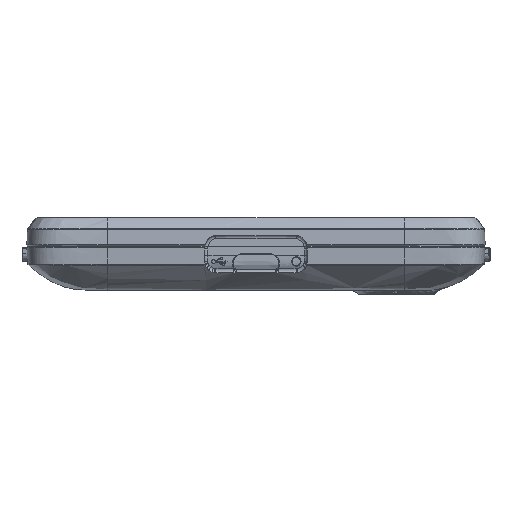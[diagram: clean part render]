
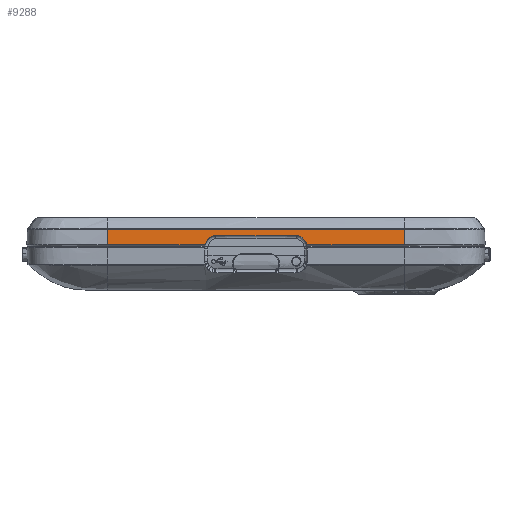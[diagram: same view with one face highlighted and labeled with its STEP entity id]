
A CAD part, front view. The second image highlights one B-rep face of the part: STEP entity #9288.
In plain terms, the highlighted planar face has unit normal (0, -0.999, 0.052).
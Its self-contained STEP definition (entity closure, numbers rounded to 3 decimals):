
#9228=AXIS2_PLACEMENT_3D('Plane Axis2P3D',#9225,#9226,#9227) ;
#7133=CARTESIAN_POINT('Vertex',(24.3,-144.147,-4.303)) ;
#7152=CARTESIAN_POINT('Line Origine',(16.301,-144.147,-4.303)) ;
#7156=CARTESIAN_POINT('Vertex',(8.302,-144.147,-4.303)) ;
#9148=CARTESIAN_POINT('Vertex',(24.3,-144.013,-1.763)) ;
#9152=CARTESIAN_POINT('Control Point',(24.3,-144.013,-1.763)) ;
#9153=CARTESIAN_POINT('Control Point',(24.3,-144.147,-4.303)) ;
#9178=CARTESIAN_POINT('Vertex',(6.55,-144.066,-2.759)) ;
#9201=CARTESIAN_POINT('Control Point',(8.302,-144.147,-4.303)) ;
#9202=CARTESIAN_POINT('Control Point',(8.282,-144.14,-4.182)) ;
#9203=CARTESIAN_POINT('Control Point',(8.247,-144.134,-4.063)) ;
#9204=CARTESIAN_POINT('Control Point',(8.199,-144.128,-3.944)) ;
#9205=CARTESIAN_POINT('Control Point',(8.078,-144.115,-3.709)) ;
#9206=CARTESIAN_POINT('Control Point',(7.917,-144.104,-3.494)) ;
#9207=CARTESIAN_POINT('Control Point',(7.829,-144.099,-3.394)) ;
#9208=CARTESIAN_POINT('Control Point',(7.643,-144.089,-3.21)) ;
#9209=CARTESIAN_POINT('Control Point',(7.435,-144.081,-3.055)) ;
#9210=CARTESIAN_POINT('Control Point',(7.306,-144.077,-2.974)) ;
#9211=CARTESIAN_POINT('Control Point',(7.096,-144.071,-2.866)) ;
#9212=CARTESIAN_POINT('Control Point',(6.875,-144.068,-2.797)) ;
#9213=CARTESIAN_POINT('Control Point',(6.753,-144.066,-2.77)) ;
#9214=CARTESIAN_POINT('Control Point',(6.652,-144.066,-2.759)) ;
#9215=CARTESIAN_POINT('Control Point',(6.55,-144.066,-2.759)) ;
#9225=CARTESIAN_POINT('Axis2P3D Location',(-24.3,-144.147,-4.303)) ;
#9231=CARTESIAN_POINT('Control Point',(-6.55,-144.066,-2.759)) ;
#9232=CARTESIAN_POINT('Control Point',(-6.661,-144.066,-2.759)) ;
#9233=CARTESIAN_POINT('Control Point',(-6.772,-144.066,-2.772)) ;
#9234=CARTESIAN_POINT('Control Point',(-6.88,-144.068,-2.797)) ;
#9235=CARTESIAN_POINT('Control Point',(-7.049,-144.071,-2.852)) ;
#9236=CARTESIAN_POINT('Control Point',(-7.208,-144.074,-2.927)) ;
#9237=CARTESIAN_POINT('Control Point',(-7.266,-144.076,-2.957)) ;
#9238=CARTESIAN_POINT('Control Point',(-7.445,-144.081,-3.06)) ;
#9239=CARTESIAN_POINT('Control Point',(-7.61,-144.088,-3.185)) ;
#9240=CARTESIAN_POINT('Control Point',(-7.719,-144.093,-3.282)) ;
#9241=CARTESIAN_POINT('Control Point',(-7.908,-144.103,-3.477)) ;
#9242=CARTESIAN_POINT('Control Point',(-8.063,-144.115,-3.697)) ;
#9243=CARTESIAN_POINT('Control Point',(-8.13,-144.121,-3.808)) ;
#9244=CARTESIAN_POINT('Control Point',(-8.21,-144.129,-3.972)) ;
#9245=CARTESIAN_POINT('Control Point',(-8.266,-144.138,-4.146)) ;
#9246=CARTESIAN_POINT('Control Point',(-8.28,-144.141,-4.198)) ;
#9247=CARTESIAN_POINT('Control Point',(-8.291,-144.144,-4.25)) ;
#9248=CARTESIAN_POINT('Control Point',(-8.3,-144.147,-4.303)) ;
#9249=CARTESIAN_POINT('Vertex',(-6.55,-144.066,-2.759)) ;
#9251=CARTESIAN_POINT('Vertex',(-8.3,-144.147,-4.303)) ;
#9254=CARTESIAN_POINT('Line Origine',(0.,-144.066,-2.759)) ;
#9259=CARTESIAN_POINT('Line Origine',(0.,-144.013,-1.763)) ;
#9263=CARTESIAN_POINT('Vertex',(-24.3,-144.013,-1.763)) ;
#9266=CARTESIAN_POINT('Line Origine',(-24.3,-144.08,-3.033)) ;
#9270=CARTESIAN_POINT('Vertex',(-24.3,-144.147,-4.303)) ;
#9273=CARTESIAN_POINT('Line Origine',(-16.3,-144.147,-4.303)) ;
#7153=DIRECTION('Vector Direction',(1.,0.,0.)) ;
#9226=DIRECTION('Axis2P3D Direction',(0.,0.999,-0.052)) ;
#9227=DIRECTION('Axis2P3D XDirection',(0.,0.052,0.999)) ;
#9255=DIRECTION('Vector Direction',(-1.,0.,0.)) ;
#9260=DIRECTION('Vector Direction',(-1.,0.,0.)) ;
#9267=DIRECTION('Vector Direction',(0.,-0.052,-0.999)) ;
#9274=DIRECTION('Vector Direction',(1.,0.,0.)) ;
#7154=VECTOR('Line Direction',#7153,1.) ;
#9256=VECTOR('Line Direction',#9255,1.) ;
#9261=VECTOR('Line Direction',#9260,1.) ;
#9268=VECTOR('Line Direction',#9267,1.) ;
#9275=VECTOR('Line Direction',#9274,1.) ;
#9279=ORIENTED_EDGE('',*,*,#9253,.F.) ;
#9280=ORIENTED_EDGE('',*,*,#9258,.F.) ;
#9281=ORIENTED_EDGE('',*,*,#9216,.F.) ;
#9282=ORIENTED_EDGE('',*,*,#7158,.T.) ;
#9283=ORIENTED_EDGE('',*,*,#9154,.F.) ;
#9284=ORIENTED_EDGE('',*,*,#9265,.T.) ;
#9285=ORIENTED_EDGE('',*,*,#9272,.T.) ;
#9286=ORIENTED_EDGE('',*,*,#9277,.T.) ;
#9288=ADVANCED_FACE('PartBody',(#9287),#9229,.F.) ;
#9151=B_SPLINE_CURVE_WITH_KNOTS('',1,(#9152,#9153),.UNSPECIFIED.,.F.,.U.,(2,2),(1.073,3.617),.UNSPECIFIED.) ;
#9200=B_SPLINE_CURVE_WITH_KNOTS('',5,(#9201,#9202,#9203,#9204,#9205,#9206,#9207,#9208,#9209,#9210,#9211,#9212,#9213,#9214,#9215),.UNSPECIFIED.,.F.,.U.,(6,3,3,3,6),(0.,0.94,1.881,2.827,3.613),.UNSPECIFIED.) ;
#9230=B_SPLINE_CURVE_WITH_KNOTS('',5,(#9231,#9232,#9233,#9234,#9235,#9236,#9237,#9238,#9239,#9240,#9241,#9242,#9243,#9244,#9245,#9246,#9247,#9248),.UNSPECIFIED.,.F.,.U.,(6,3,3,3,3,6),(0.,0.785,1.246,2.249,3.157,3.537),.UNSPECIFIED.) ;
#7158=EDGE_CURVE('',#7157,#7134,#7155,.T.) ;
#9154=EDGE_CURVE('',#9149,#7134,#9151,.T.) ;
#9216=EDGE_CURVE('',#7157,#9179,#9200,.T.) ;
#9253=EDGE_CURVE('',#9250,#9252,#9230,.T.) ;
#9258=EDGE_CURVE('',#9179,#9250,#9257,.T.) ;
#9265=EDGE_CURVE('',#9149,#9264,#9262,.T.) ;
#9272=EDGE_CURVE('',#9264,#9271,#9269,.T.) ;
#9277=EDGE_CURVE('',#9271,#9252,#9276,.T.) ;
#9278=EDGE_LOOP('',(#9279,#9280,#9281,#9282,#9283,#9284,#9285,#9286)) ;
#9287=FACE_OUTER_BOUND('',#9278,.T.) ;
#7155=LINE('Line',#7152,#7154) ;
#9257=LINE('Line',#9254,#9256) ;
#9262=LINE('Line',#9259,#9261) ;
#9269=LINE('Line',#9266,#9268) ;
#9276=LINE('Line',#9273,#9275) ;
#9229=PLANE('Plane',#9228) ;
#7134=VERTEX_POINT('',#7133) ;
#7157=VERTEX_POINT('',#7156) ;
#9149=VERTEX_POINT('',#9148) ;
#9179=VERTEX_POINT('',#9178) ;
#9250=VERTEX_POINT('',#9249) ;
#9252=VERTEX_POINT('',#9251) ;
#9264=VERTEX_POINT('',#9263) ;
#9271=VERTEX_POINT('',#9270) ;
